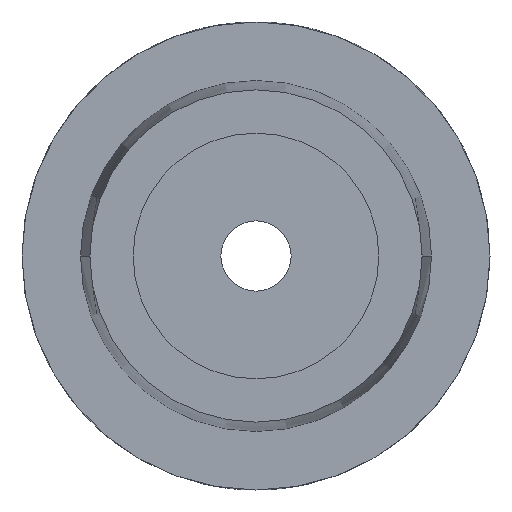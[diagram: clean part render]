
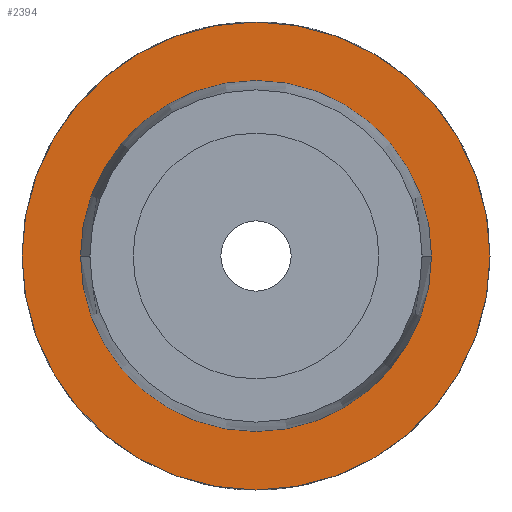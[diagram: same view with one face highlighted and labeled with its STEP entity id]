
A CAD part, left-side view. The second image highlights one B-rep face of the part: STEP entity #2394.
In plain terms, the highlighted planar face has unit normal (-1, 0, 0).
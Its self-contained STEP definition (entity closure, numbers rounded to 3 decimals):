
#1024=CARTESIAN_POINT('',(0.,0.,0.));
#1025=DIRECTION('',(1.,0.,0.));
#1026=DIRECTION('',(0.,1.,0.));
#1027=AXIS2_PLACEMENT_3D('',#1024,#1025,#1026);
#1046=CARTESIAN_POINT('',(0.,0.,0.));
#1047=DIRECTION('',(-1.,0.,0.));
#1048=DIRECTION('',(0.,1.,0.));
#1049=AXIS2_PLACEMENT_3D('',#1046,#1047,#1048);
#1054=CARTESIAN_POINT('',(0.,0.,0.));
#1055=DIRECTION('',(1.,0.,0.));
#1056=DIRECTION('',(0.,1.,0.));
#1057=AXIS2_PLACEMENT_3D('',#1054,#1055,#1056);
#1062=CARTESIAN_POINT('',(0.,0.,0.));
#1063=DIRECTION('',(-1.,0.,0.));
#1064=DIRECTION('',(0.,1.,0.));
#1065=AXIS2_PLACEMENT_3D('',#1062,#1063,#1064);
#1362=CARTESIAN_POINT('',(0.,20.,0.));
#1364=VERTEX_POINT('',#1362);
#1365=CARTESIAN_POINT('',(0.,15.,0.));
#1367=VERTEX_POINT('',#1365);
#1370=CARTESIAN_POINT('',(0.,-20.,0.));
#1372=VERTEX_POINT('',#1370);
#1373=CARTESIAN_POINT('',(0.,-15.,0.));
#1375=VERTEX_POINT('',#1373);
#2380=CARTESIAN_POINT('',(0.,0.,0.));
#2381=DIRECTION('',(1.,0.,0.));
#2382=DIRECTION('',(0.,-1.,0.));
#2383=AXIS2_PLACEMENT_3D('',#2380,#2381,#2382);
#2384=PLANE('',#2383);
#2386=ORIENTED_EDGE('',*,*,#2385,.T.);
#2387=ORIENTED_EDGE('',*,*,#1974,.F.);
#2388=EDGE_LOOP('',(#2386,#2387));
#2389=FACE_OUTER_BOUND('',#2388,.F.);
#2390=ORIENTED_EDGE('',*,*,#2375,.T.);
#2391=ORIENTED_EDGE('',*,*,#2359,.F.);
#2392=EDGE_LOOP('',(#2390,#2391));
#2393=FACE_BOUND('',#2392,.F.);
#1028=CIRCLE('',#1027,15.);
#1050=CIRCLE('',#1049,15.);
#1058=CIRCLE('',#1057,20.);
#1066=CIRCLE('',#1065,20.);
#1974=EDGE_CURVE('',#1364,#1372,#1066,.T.);
#2359=EDGE_CURVE('',#1367,#1375,#1028,.T.);
#2375=EDGE_CURVE('',#1367,#1375,#1050,.T.);
#2385=EDGE_CURVE('',#1364,#1372,#1058,.T.);
#2394=ADVANCED_FACE('',(#2389,#2393),#2384,.F.);
